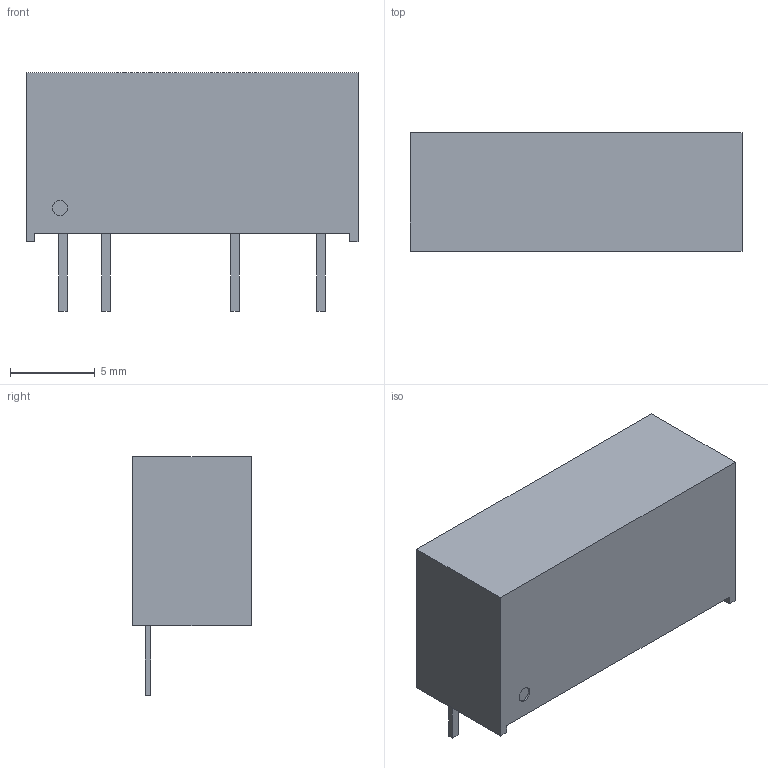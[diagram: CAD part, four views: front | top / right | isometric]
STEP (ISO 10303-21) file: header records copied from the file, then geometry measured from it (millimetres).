
FILE_DESCRIPTION(/* description */ (''),/* implementation_level */ '2;1');
FILE_NAME(/* name */ 'GAPTEC 3S7B_3U.step',/* time_stamp */ '2023-08-20T04:51:34+01:00',/* author */ (''),/* organization */ (''),/* preprocessor_version */ 'ST-DEVELOPER v20',/* originating_system */ 'Autodesk Translation Framework v12.9.0.99',/* authorisation */ '');
FILE_SCHEMA (('AUTOMOTIVE_DESIGN { 1 0 10303 214 3 1 1 }'));
Length unit declared in the file: millimetre
Products named in the file (1): GAPTEC 3S7B_3U
Bounding box: 19.6 x 7 x 14.1 mm (x, y, z)
Volume: 1309.6 mm3; surface area: 824.5 mm2
Topology: 1 solids, 1 shells, 32 faces, 75 edges, 50 vertices
Faces by surface type: plane 31, cylinder 1
Full cylindrical faces by diameter (mm): 0.9 x1
Entity records: 967 total; most frequent: CARTESIAN_POINT 158, ORIENTED_EDGE 150, DIRECTION 143, EDGE_CURVE 75, LINE 73, VECTOR 73, VERTEX_POINT 50, EDGE_LOOP 37
